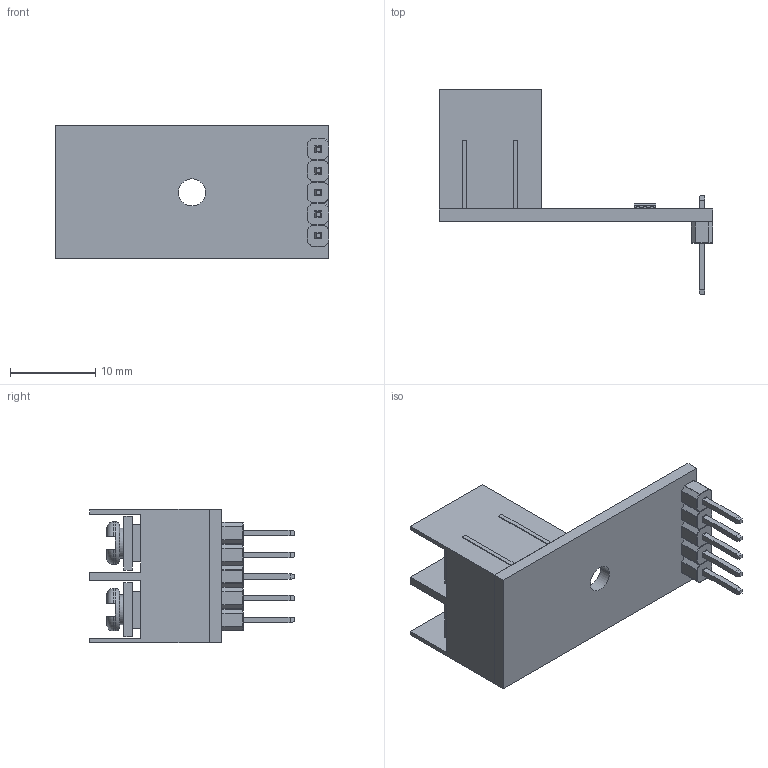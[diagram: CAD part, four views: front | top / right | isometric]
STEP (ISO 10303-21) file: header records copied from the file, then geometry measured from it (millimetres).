
FILE_DESCRIPTION (( 'STEP AP214' ), '1' );
FILE_NAME ('max6675.STEP', '2021-03-02T05:01:07', ( '' ), ( '' ), 'SwSTEP 2.0', 'SolidWorks 2017', '' );
FILE_SCHEMA (( 'AUTOMOTIVE_DESIGN' ));
Length unit declared in the file: millimetre
Products named in the file (13): tinysmdChip6pin; MalePinHeader; max6675; conector 2 v燰s_Predeterminado; Board_Predeterminado; Board; conector 2 v燰s
Assembly tree (8 placements, depth 2):
  tinysmdChip6pin
  MalePinHeader
  max6675
    conector 2 v燰s_Predeterminado
    Board_Predeterminado
    MalePinHeader  x5
    tinysmdChip6pin
  MalePinHeader
  Board
Bounding box: 32.1 x 23.99 x 15.7 mm (x, y, z)
Volume: 2656.7 mm3; surface area: 3057.5 mm2
Topology: 15 solids, 15 shells, 888 faces, 2140 edges, 1238 vertices
Faces by surface type: plane 415, cylinder 240, bspline 107, sphere 80, torus 46
Entity records: 24559 total; most frequent: CARTESIAN_POINT 9649, ORIENTED_EDGE 2904, DIRECTION 2440, EDGE_CURVE 1452, LINE 934, VECTOR 934, VERTEX_POINT 918, AXIS2_PLACEMENT_3D 753
